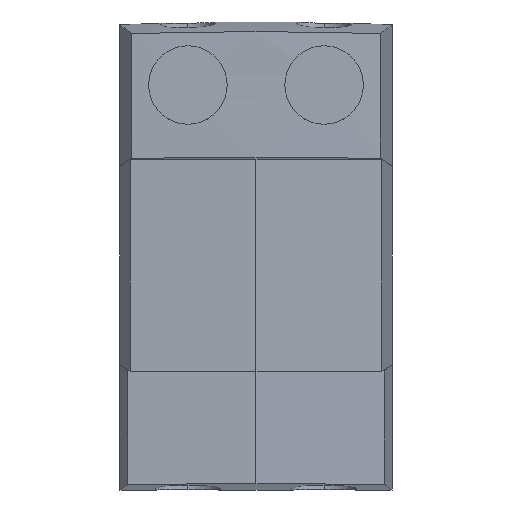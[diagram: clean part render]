
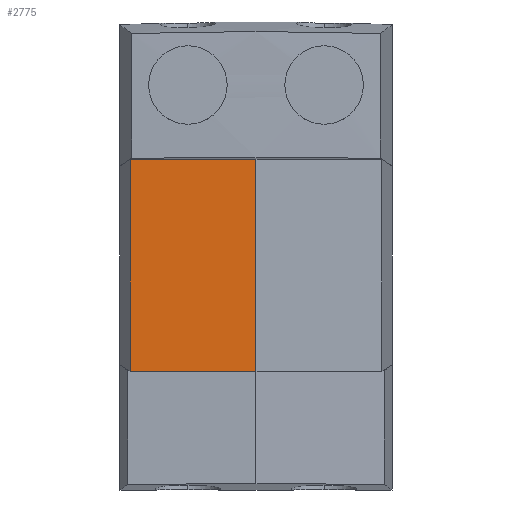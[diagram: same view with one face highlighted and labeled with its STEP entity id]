
A CAD part, top view. The second image highlights one B-rep face of the part: STEP entity #2775.
In plain terms, the highlighted cylindrical face has radius 2500 mm (diameter 5000 mm), a partial arc.
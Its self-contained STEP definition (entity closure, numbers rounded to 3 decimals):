
#47 = CARTESIAN_POINT ( 'NONE',  ( 0., 97.525, 95.182 ) ) ;
#165 = VERTEX_POINT ( 'NONE', #3572 ) ;
#341 = LINE ( 'NONE', #3042, #4097 ) ;
#431 = FACE_OUTER_BOUND ( 'NONE', #1029, .T. ) ;
#542 = VERTEX_POINT ( 'NONE', #1868 ) ;
#573 = CARTESIAN_POINT ( 'NONE',  ( -96.356, -97.281, 93.399 ) ) ;
#771 = DIRECTION ( 'NONE',  ( 0., 1., 0. ) ) ;
#860 = ORIENTED_EDGE ( 'NONE', *, *, #1027, .T. ) ;
#1008 = ORIENTED_EDGE ( 'NONE', *, *, #3050, .F. ) ;
#1027 = EDGE_CURVE ( 'NONE', #165, #2405, #341, .T. ) ;
#1029 = EDGE_LOOP ( 'NONE', ( #1008, #860, #2952, #2139 ) ) ;
#1138 = EDGE_CURVE ( 'NONE', #542, #2405, #1730, .T. ) ;
#1168 = CARTESIAN_POINT ( 'NONE',  ( -77.06, 97.402, 94.292 ) ) ;
#1192 = DIRECTION ( 'NONE',  ( 0., 1., 0. ) ) ;
#1627 = VECTOR ( 'NONE', #771, 1000. ) ;
#1730 = B_SPLINE_CURVE_WITH_KNOTS ( 'NONE', 3,
 ( #2663, #1168, #2053, #2570 ),
 .UNSPECIFIED., .F., .F.,
 ( 4, 4 ),
 ( 0.014, 0.13 ),
 .UNSPECIFIED. ) ;
#1868 = CARTESIAN_POINT ( 'NONE',  ( -115.59, 97.161, 92.508 ) ) ;
#2053 = CARTESIAN_POINT ( 'NONE',  ( -38.53, 97.525, 95.182 ) ) ;
#2139 = ORIENTED_EDGE ( 'NONE', *, *, #3603, .F. ) ;
#2405 = VERTEX_POINT ( 'NONE', #47 ) ;
#2570 = CARTESIAN_POINT ( 'NONE',  ( 0., 97.525, 95.182 ) ) ;
#2645 = CARTESIAN_POINT ( 'NONE',  ( 0., -105., -2404.818 ) ) ;
#2663 = CARTESIAN_POINT ( 'NONE',  ( -115.59, 97.161, 92.508 ) ) ;
#2760 = B_SPLINE_CURVE_WITH_KNOTS ( 'NONE', 3,
 ( #4667, #5083, #5172, #573, #5113 ),
 .UNSPECIFIED., .F., .F.,
 ( 4, 1, 4 ),
 ( 9.564, 9.622, 9.679 ),
 .UNSPECIFIED. ) ;
#2775 = ADVANCED_FACE ( 'NONE', ( #431 ), #5834, .T. ) ;
#2952 = ORIENTED_EDGE ( 'NONE', *, *, #1138, .F. ) ;
#3042 = CARTESIAN_POINT ( 'NONE',  ( 0., -105., 95.182 ) ) ;
#3050 = EDGE_CURVE ( 'NONE', #165, #5944, #2760, .T. ) ;
#3132 = CARTESIAN_POINT ( 'NONE',  ( -115.59, -105., 92.508 ) ) ;
#3572 = CARTESIAN_POINT ( 'NONE',  ( 0., -97.525, 95.182 ) ) ;
#3603 = EDGE_CURVE ( 'NONE', #5944, #542, #3995, .T. ) ;
#3869 = CARTESIAN_POINT ( 'NONE',  ( -115.59, -97.161, 92.508 ) ) ;
#3995 = LINE ( 'NONE', #3132, #1627 ) ;
#4043 = DIRECTION ( 'NONE',  ( 0., 1., 0. ) ) ;
#4097 = VECTOR ( 'NONE', #1192, 1000. ) ;
#4667 = CARTESIAN_POINT ( 'NONE',  ( 0., -97.525, 95.182 ) ) ;
#4800 = AXIS2_PLACEMENT_3D ( 'NONE', #2645, #4043, #5954 ) ;
#5083 = CARTESIAN_POINT ( 'NONE',  ( -19.297, -97.525, 95.182 ) ) ;
#5113 = CARTESIAN_POINT ( 'NONE',  ( -115.59, -97.161, 92.508 ) ) ;
#5172 = CARTESIAN_POINT ( 'NONE',  ( -57.858, -97.464, 94.735 ) ) ;
#5834 = CYLINDRICAL_SURFACE ( 'NONE', #4800, 2500. ) ;
#5944 = VERTEX_POINT ( 'NONE', #3869 ) ;
#5954 = DIRECTION ( 'NONE',  ( 0., 0., 1. ) ) ;
